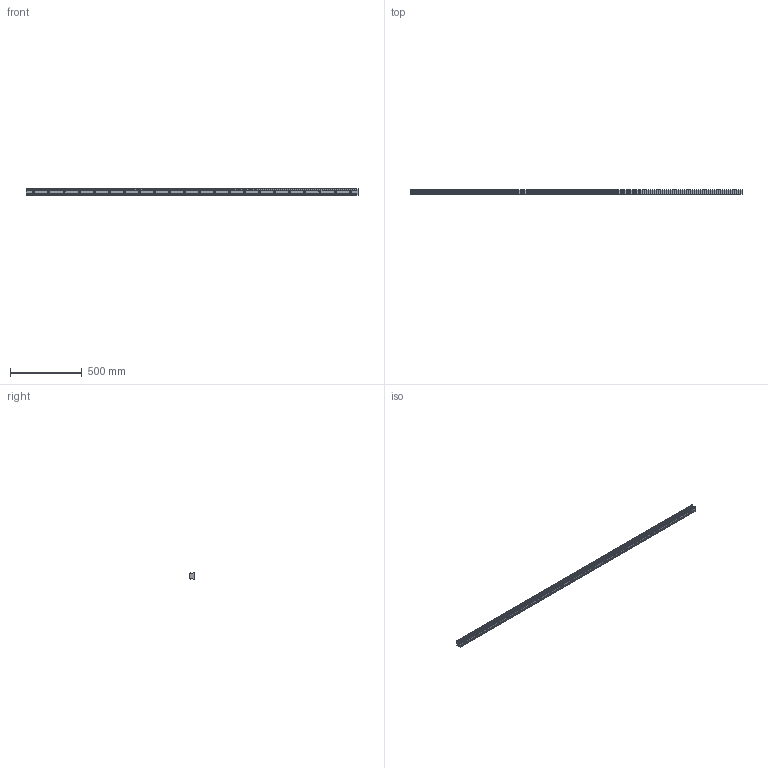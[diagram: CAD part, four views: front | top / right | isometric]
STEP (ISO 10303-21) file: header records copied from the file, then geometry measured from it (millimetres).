
FILE_DESCRIPTION (( 'STEP AP214' ), '1' );
FILE_NAME ('SHS45C1SS-2315L_G55_0_B-PT18_1087-5_0_0_0_1.STEP', '2021-06-24T08:31:58', ( '' ), ( '' ), 'SwSTEP 2.0', 'SolidWorks 2021', '' );
FILE_SCHEMA (( 'AUTOMOTIVE_DESIGN' ));
Length unit declared in the file: millimetre
Products named in the file (2): SHS45C1SS-2315L_G55_0_B-PT18_1087-5_0_0_0_1; _SHS45C231555 Track
Assembly tree (1 placements, depth 2):
  SHS45C1SS-2315L_G55_0_B-PT18_1087-5_0_0_0_1
    _SHS45C231555 Track
Bounding box: 2315 x 32 x 45 mm (x, y, z)
Volume: 2891474.6 mm3; surface area: 394136.1 mm2
Topology: 1 solids, 1 shells, 176 faces, 434 edges, 260 vertices
Faces by surface type: cylinder 108, plane 68
Entity records: 5344 total; most frequent: DIRECTION 1010, CARTESIAN_POINT 874, ORIENTED_EDGE 868, EDGE_CURVE 434, AXIS2_PLACEMENT_3D 396, VERTEX_POINT 260, EDGE_LOOP 220, LINE 218
